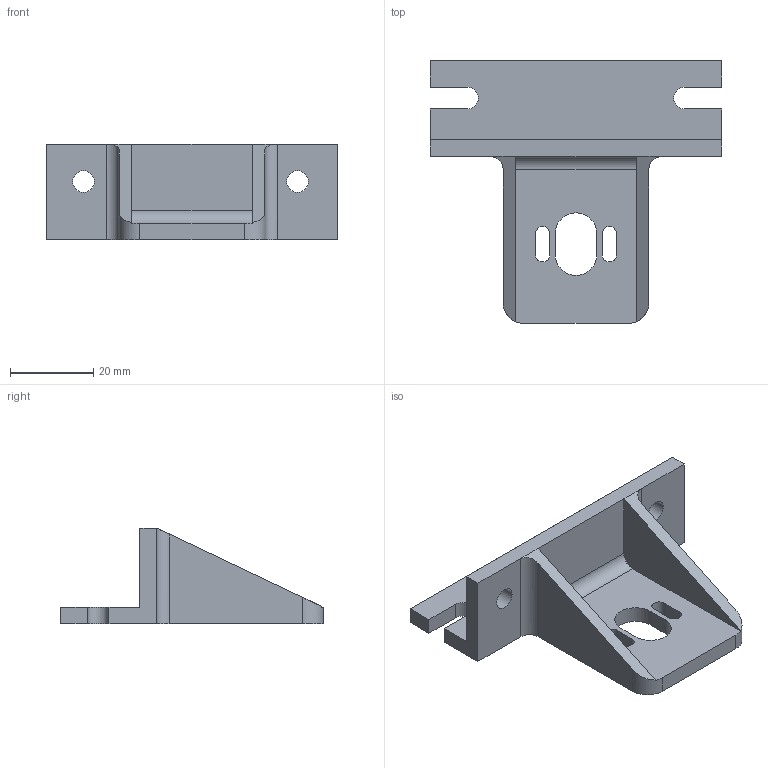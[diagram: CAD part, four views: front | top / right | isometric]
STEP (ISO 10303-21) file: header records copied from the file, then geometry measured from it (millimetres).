
FILE_DESCRIPTION(('CATIA V5 STEP Exchange'),'2;1');
FILE_NAME('HYPERCUBE-EVO-0026_NGEN.stp','2018-08-25T14:09:45+00:00',('none'),('none'),'CATIA Version 5 Release 21 GA (IN-10)','CATIA V5 STEP AP203','none');
FILE_SCHEMA(('CONFIG_CONTROL_DESIGN'));
Length unit declared in the file: millimetre
Products named in the file (1): HYPERCUBE-EVO-0026_NGEN
Bounding box: 70 x 63 x 23 mm (x, y, z)
Volume: 18374.7 mm3; surface area: 11148.3 mm2
Topology: 1 solids, 1 shells, 47 faces, 133 edges, 88 vertices
Faces by surface type: plane 30, cylinder 17
Entity records: 1527 total; most frequent: CARTESIAN_POINT 291, ORIENTED_EDGE 266, DIRECTION 203, EDGE_CURVE 133, VECTOR 97, LINE 97, VERTEX_POINT 88, AXIS2_PLACEMENT_3D 70
